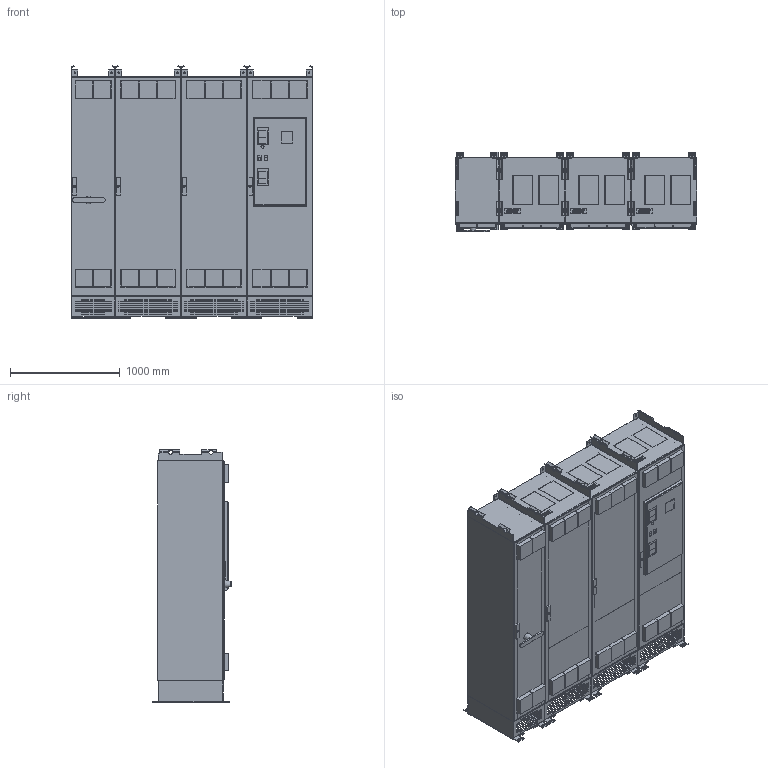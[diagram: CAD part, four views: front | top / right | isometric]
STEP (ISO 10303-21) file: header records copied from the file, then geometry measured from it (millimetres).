
FILE_DESCRIPTION(/* description */ (''),/* implementation_level */ '2;1');
FILE_NAME(/* name */ '181K4933.stp',/* time_stamp */ '2026-01-05T14:55:15+02:00',/* author */ (''),/* organization */ (''),/* preprocessor_version */ 'ST-DEVELOPER v20',/* originating_system */ 'SIEMENS PLM Software NX2312.3002',/* authorisation */ '');
FILE_SCHEMA (('AUTOMOTIVE_DESIGN { 1 0 10303 214 3 1 1 1 }'));
Products named in the file (13): 181K4895; 181K4904; 181K4890; 181K4894; 181K4903; 181K4889; 181K4925; 181K4908; 181K4930; 181K4928; 181K4929; 181K4926; 181K4933
Assembly tree (14 placements, depth 3):
  181K4933
    181K4926
      181K4908
      181K4925
      181K4889
    181K4930
    181K4929  x2
      181K4903
      181K4894
      181K4890
    181K4928
      181K4904
      181K4895
      181K4890
Bounding box: 2200 x 728.4 x 2302.5 mm (x, y, z)
Volume: 1412841019 mm3; surface area: 65383417.9 mm2
Topology: 13 solids, 57 shells, 4702 faces, 12853 edges, 8563 vertices
Faces by surface type: plane 3863, cylinder 654, extrusion 74, cone 73, bspline 38
Full cylindrical faces by diameter (mm): 3 x4, 3.3 x1, 6.5 x8, 7 x9, 8 x1, 8.5 x4, 9 x1, 10 x24, 10.5 x29, 12.2 x4, 13 x12, 15 x12, 15.5 x72, 19.788 x4, 22 x1, 25.854 x2, 26 x6, 28 x1, 28.338 x1, 28.472 x1, 46 x40, 65 x12
Entity records: 135245 total; most frequent: CARTESIAN_POINT 26141, ORIENTED_EDGE 19084, DIRECTION 17383, EDGE_CURVE 9542, VECTOR 8335, LINE 8261, VERTEX_POINT 6502, EDGE_LOOP 4654
